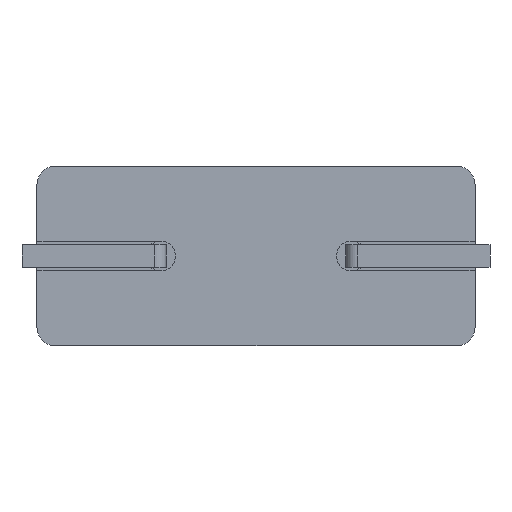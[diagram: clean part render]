
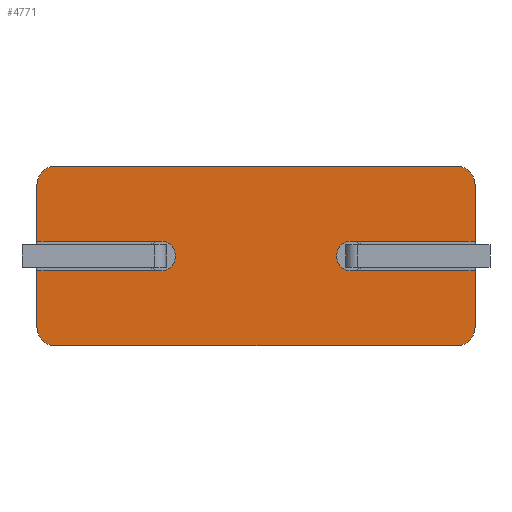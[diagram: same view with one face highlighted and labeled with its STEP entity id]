
A CAD part, front view. The second image highlights one B-rep face of the part: STEP entity #4771.
In plain terms, the highlighted planar face has unit normal (0, -1, 0).
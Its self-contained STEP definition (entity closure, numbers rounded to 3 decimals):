
#3535 = CARTESIAN_POINT ( 'NONE',  ( 5.35, 0., -1.9 ) ) ;
#3730 = AXIS2_PLACEMENT_3D ( 'NONE', #3535, #3938, #3980 ) ;
#3731 = CIRCLE ( 'NONE', #3730, 0.5 ) ;
#3938 = DIRECTION ( 'NONE',  ( 0., -1., 0. ) ) ;
#3965 = CARTESIAN_POINT ( 'NONE',  ( 2.55, 0., 0.4 ) ) ;
#3980 = DIRECTION ( 'NONE',  ( 0., 0., 1. ) ) ;
#4129 = CARTESIAN_POINT ( 'NONE',  ( -5.85, 0., -1.9 ) ) ;
#4212 = CARTESIAN_POINT ( 'NONE',  ( -5.85, 0., 1.9 ) ) ;
#4215 = CARTESIAN_POINT ( 'NONE',  ( -5.35, 0., 2.4 ) ) ;
#4227 = CARTESIAN_POINT ( 'NONE',  ( 2.55, 0., -0.4 ) ) ;
#4236 = CARTESIAN_POINT ( 'NONE',  ( 5.35, 0., 2.4 ) ) ;
#4237 = DIRECTION ( 'NONE',  ( 0., 0., 1. ) ) ;
#4238 = VECTOR ( 'NONE', #4237, 1000. ) ;
#4239 = CARTESIAN_POINT ( 'NONE',  ( -5.85, 0., -2.4 ) ) ;
#4244 = CARTESIAN_POINT ( 'NONE',  ( -5.85, 0., 0.4 ) ) ;
#4245 = LINE ( 'NONE', #4239, #4238 ) ;
#4247 = DIRECTION ( 'NONE',  ( 0., 0., 1. ) ) ;
#4248 = DIRECTION ( 'NONE',  ( 0., 1., 0. ) ) ;
#4249 = CARTESIAN_POINT ( 'NONE',  ( 2.55, 0., 0. ) ) ;
#4250 = AXIS2_PLACEMENT_3D ( 'NONE', #4249, #4248, #4247 ) ;
#4253 = CARTESIAN_POINT ( 'NONE',  ( -5.85, 0., -0.4 ) ) ;
#4258 = CIRCLE ( 'NONE', #4250, 0.4 ) ;
#4284 = DIRECTION ( 'NONE',  ( 0., 0., 1. ) ) ;
#4285 = VECTOR ( 'NONE', #4284, 1000. ) ;
#4286 = CARTESIAN_POINT ( 'NONE',  ( -5.85, 0., -2.4 ) ) ;
#4287 = LINE ( 'NONE', #4286, #4285 ) ;
#4294 = CARTESIAN_POINT ( 'NONE',  ( -5.851, 0., 0.4 ) ) ;
#4295 = DIRECTION ( 'NONE',  ( 0., 0., -1. ) ) ;
#4296 = VECTOR ( 'NONE', #4295, 1000. ) ;
#4297 = CARTESIAN_POINT ( 'NONE',  ( 5.85, 0., -2.4 ) ) ;
#4298 = LINE ( 'NONE', #4297, #4296 ) ;
#4306 = DIRECTION ( 'NONE',  ( 1., 0., 0. ) ) ;
#4307 = VECTOR ( 'NONE', #4306, 1000. ) ;
#4308 = CARTESIAN_POINT ( 'NONE',  ( -5.85, 0., 2.4 ) ) ;
#4309 = LINE ( 'NONE', #4308, #4307 ) ;
#4318 = CARTESIAN_POINT ( 'NONE',  ( 5.35, 0., -2.4 ) ) ;
#4324 = DIRECTION ( 'NONE',  ( 1., 0., 0. ) ) ;
#4325 = VECTOR ( 'NONE', #4324, 1000. ) ;
#4330 = LINE ( 'NONE', #4294, #4325 ) ;
#4332 = CARTESIAN_POINT ( 'NONE',  ( -5.35, 0., -2.4 ) ) ;
#4344 = CARTESIAN_POINT ( 'NONE',  ( 5.85, 0., -1.9 ) ) ;
#4351 = PLANE ( 'NONE',  #4410 ) ;
#4354 = AXIS2_PLACEMENT_3D ( 'NONE', #4416, #4415, #4414 ) ;
#4358 = DIRECTION ( 'NONE',  ( 1., 0., 0. ) ) ;
#4359 = VECTOR ( 'NONE', #4358, 1000. ) ;
#4360 = CARTESIAN_POINT ( 'NONE',  ( -5.851, 0., -0.4 ) ) ;
#4361 = LINE ( 'NONE', #4360, #4359 ) ;
#4366 = DIRECTION ( 'NONE',  ( -1., 0., 0. ) ) ;
#4367 = VECTOR ( 'NONE', #4366, 1000. ) ;
#4368 = CARTESIAN_POINT ( 'NONE',  ( -5.85, 0., -2.4 ) ) ;
#4375 = LINE ( 'NONE', #4368, #4367 ) ;
#4376 = LINE ( 'NONE', #4413, #4412 ) ;
#4403 = DIRECTION ( 'NONE',  ( 0., 0., 1. ) ) ;
#4404 = DIRECTION ( 'NONE',  ( 0., -1., 0. ) ) ;
#4405 = CARTESIAN_POINT ( 'NONE',  ( 5.35, 0., 1.9 ) ) ;
#4406 = CIRCLE ( 'NONE', #4409, 0.5 ) ;
#4407 = DIRECTION ( 'NONE',  ( 0., 0., 1. ) ) ;
#4408 = DIRECTION ( 'NONE',  ( 0., 1., 0. ) ) ;
#4409 = AXIS2_PLACEMENT_3D ( 'NONE', #4405, #4404, #4403 ) ;
#4410 = AXIS2_PLACEMENT_3D ( 'NONE', #4418, #4408, #4407 ) ;
#4411 = DIRECTION ( 'NONE',  ( -1., 0., 0. ) ) ;
#4412 = VECTOR ( 'NONE', #4411, 1000. ) ;
#4413 = CARTESIAN_POINT ( 'NONE',  ( 5.851, 0., -0.4 ) ) ;
#4414 = DIRECTION ( 'NONE',  ( 0., 0., 1. ) ) ;
#4415 = DIRECTION ( 'NONE',  ( 0., -1., 0. ) ) ;
#4416 = CARTESIAN_POINT ( 'NONE',  ( -5.35, 0., 1.9 ) ) ;
#4417 = CIRCLE ( 'NONE', #4354, 0.5 ) ;
#4418 = CARTESIAN_POINT ( 'NONE',  ( -5.85, 0., 2.4 ) ) ;
#4419 = FACE_OUTER_BOUND ( 'NONE', #4752, .T. ) ;
#4420 = DIRECTION ( 'NONE',  ( -1., 0., 0. ) ) ;
#4421 = VECTOR ( 'NONE', #4420, 1000. ) ;
#4422 = CARTESIAN_POINT ( 'NONE',  ( 5.851, 0., 0.4 ) ) ;
#4423 = LINE ( 'NONE', #4422, #4421 ) ;
#4426 = DIRECTION ( 'NONE',  ( 0., 0., -1. ) ) ;
#4427 = VECTOR ( 'NONE', #4426, 1000. ) ;
#4428 = CARTESIAN_POINT ( 'NONE',  ( 5.85, 0., -2.4 ) ) ;
#4429 = LINE ( 'NONE', #4428, #4427 ) ;
#4434 = CARTESIAN_POINT ( 'NONE',  ( 5.85, 0., 0.4 ) ) ;
#4435 = DIRECTION ( 'NONE',  ( 0., 0., 1. ) ) ;
#4436 = DIRECTION ( 'NONE',  ( 0., -1., 0. ) ) ;
#4437 = CARTESIAN_POINT ( 'NONE',  ( -5.35, 0., -1.9 ) ) ;
#4438 = CARTESIAN_POINT ( 'NONE',  ( 5.85, 0., 1.9 ) ) ;
#4439 = CARTESIAN_POINT ( 'NONE',  ( 5.85, 0., -0.4 ) ) ;
#4441 = DIRECTION ( 'NONE',  ( 0., 0., 1. ) ) ;
#4442 = DIRECTION ( 'NONE',  ( 0., 1., 0. ) ) ;
#4443 = CARTESIAN_POINT ( 'NONE',  ( -2.55, 0., 0. ) ) ;
#4444 = AXIS2_PLACEMENT_3D ( 'NONE', #4443, #4442, #4441 ) ;
#4445 = CIRCLE ( 'NONE', #4444, 0.4 ) ;
#4447 = CIRCLE ( 'NONE', #4448, 0.5 ) ;
#4448 = AXIS2_PLACEMENT_3D ( 'NONE', #4437, #4436, #4435 ) ;
#4449 = CARTESIAN_POINT ( 'NONE',  ( -2.55, 0., -0.4 ) ) ;
#4451 = CARTESIAN_POINT ( 'NONE',  ( -2.55, 0., 0.4 ) ) ;
#4627 = VERTEX_POINT ( 'NONE', #4129 ) ;
#4649 = VERTEX_POINT ( 'NONE', #3965 ) ;
#4655 = VERTEX_POINT ( 'NONE', #4227 ) ;
#4665 = VERTEX_POINT ( 'NONE', #4215 ) ;
#4667 = VERTEX_POINT ( 'NONE', #4212 ) ;
#4670 = EDGE_CURVE ( 'NONE', #4655, #4649, #4258, .T. ) ;
#4675 = VERTEX_POINT ( 'NONE', #4244 ) ;
#4676 = VERTEX_POINT ( 'NONE', #4253 ) ;
#4677 = EDGE_CURVE ( 'NONE', #4627, #4676, #4245, .T. ) ;
#4679 = VERTEX_POINT ( 'NONE', #4236 ) ;
#4683 = EDGE_CURVE ( 'NONE', #4675, #4667, #4287, .T. ) ;
#4699 = EDGE_CURVE ( 'NONE', #4665, #4679, #4309, .T. ) ;
#4705 = EDGE_CURVE ( 'NONE', #4797, #4798, #4298, .T. ) ;
#4715 = VERTEX_POINT ( 'NONE', #4344 ) ;
#4723 = EDGE_CURVE ( 'NONE', #4649, #4798, #4330, .T. ) ;
#4725 = VERTEX_POINT ( 'NONE', #4332 ) ;
#4726 = ORIENTED_EDGE ( 'NONE', *, *, #4773, .T. ) ;
#4727 = ORIENTED_EDGE ( 'NONE', *, *, #4699, .F. ) ;
#4730 = VERTEX_POINT ( 'NONE', #4318 ) ;
#4731 = ORIENTED_EDGE ( 'NONE', *, *, #4705, .F. ) ;
#4733 = EDGE_CURVE ( 'NONE', #4730, #4725, #4375, .T. ) ;
#4735 = ORIENTED_EDGE ( 'NONE', *, *, #4769, .T. ) ;
#4737 = EDGE_CURVE ( 'NONE', #4655, #4793, #4361, .T. ) ;
#4738 = ORIENTED_EDGE ( 'NONE', *, *, #4723, .T. ) ;
#4750 = ORIENTED_EDGE ( 'NONE', *, *, #4670, .T. ) ;
#4752 = EDGE_LOOP ( 'NONE', ( #4750, #4738, #4731, #4726, #4727, #4780, #4781, #4775, #4776, #4735, #4770, #4788, #4791, #4784, #4787, #4786 ) ) ;
#4766 = EDGE_CURVE ( 'NONE', #4779, #4675, #4423, .T. ) ;
#4768 = EDGE_CURVE ( 'NONE', #4665, #4667, #4417, .T. ) ;
#4769 = EDGE_CURVE ( 'NONE', #4777, #4676, #4376, .T. ) ;
#4770 = ORIENTED_EDGE ( 'NONE', *, *, #4677, .F. ) ;
#4771 = ADVANCED_FACE ( 'NONE', ( #4419 ), #4351, .F. ) ;
#4773 = EDGE_CURVE ( 'NONE', #4797, #4679, #4406, .T. ) ;
#4774 = EDGE_CURVE ( 'NONE', #4730, #4715, #3731, .T. ) ;
#4775 = ORIENTED_EDGE ( 'NONE', *, *, #4766, .F. ) ;
#4776 = ORIENTED_EDGE ( 'NONE', *, *, #4778, .T. ) ;
#4777 = VERTEX_POINT ( 'NONE', #4449 ) ;
#4778 = EDGE_CURVE ( 'NONE', #4779, #4777, #4445, .T. ) ;
#4779 = VERTEX_POINT ( 'NONE', #4451 ) ;
#4780 = ORIENTED_EDGE ( 'NONE', *, *, #4768, .T. ) ;
#4781 = ORIENTED_EDGE ( 'NONE', *, *, #4683, .F. ) ;
#4784 = ORIENTED_EDGE ( 'NONE', *, *, #4774, .T. ) ;
#4786 = ORIENTED_EDGE ( 'NONE', *, *, #4737, .F. ) ;
#4787 = ORIENTED_EDGE ( 'NONE', *, *, #4795, .F. ) ;
#4788 = ORIENTED_EDGE ( 'NONE', *, *, #4789, .T. ) ;
#4789 = EDGE_CURVE ( 'NONE', #4627, #4725, #4447, .T. ) ;
#4791 = ORIENTED_EDGE ( 'NONE', *, *, #4733, .F. ) ;
#4793 = VERTEX_POINT ( 'NONE', #4439 ) ;
#4795 = EDGE_CURVE ( 'NONE', #4793, #4715, #4429, .T. ) ;
#4797 = VERTEX_POINT ( 'NONE', #4438 ) ;
#4798 = VERTEX_POINT ( 'NONE', #4434 ) ;
